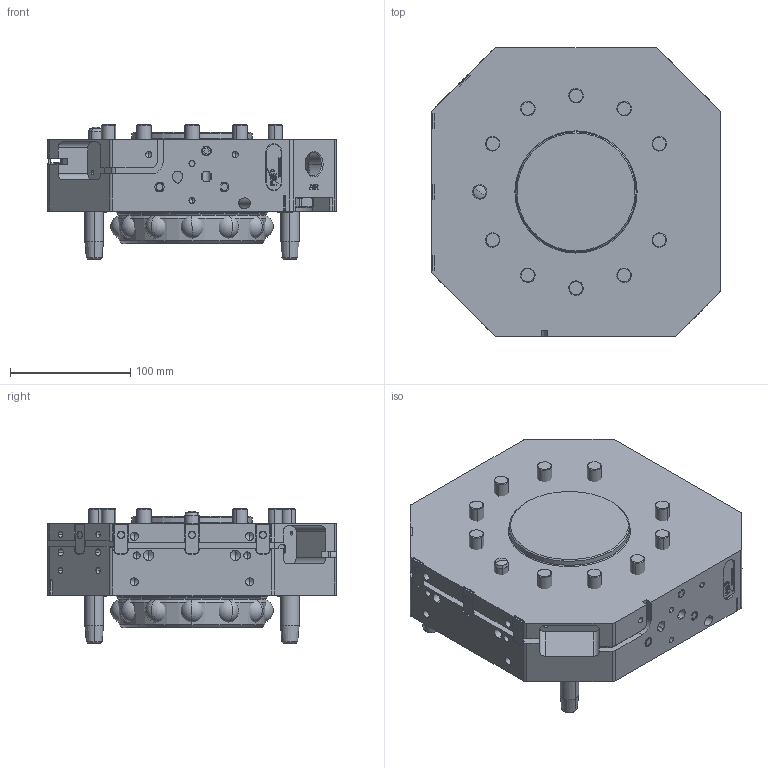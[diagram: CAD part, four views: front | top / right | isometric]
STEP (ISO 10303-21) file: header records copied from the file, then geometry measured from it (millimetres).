
FILE_DESCRIPTION (( 'STEP AP203' ), '1' );
FILE_NAME ('P6801A.STEP', '2018-11-30T12:17:18', ( 'rsp' ), ( 'Hewlett-Packard Company' ), 'SwSTEP 2.0', 'SolidWorks 2017', '' );
FILE_SCHEMA (( 'CONFIG_CONTROL_DESIGN' ));
Length unit declared in the file: millimetre
Products named in the file (1): P6801A
Bounding box: 240 x 240 x 111.75 mm (x, y, z)
Volume: 3433595.8 mm3; surface area: 410616.3 mm2
Topology: 50 solids, 50 shells, 1448 faces, 3511 edges, 2176 vertices
Faces by surface type: plane 519, cylinder 414, cone 293, bspline 128, torus 66, sphere 28
Entity records: 48134 total; most frequent: CARTESIAN_POINT 15235, DIRECTION 6753, ORIENTED_EDGE 6666, EDGE_CURVE 3333, AXIS2_PLACEMENT_3D 2458, VERTEX_POINT 2140, VECTOR 1837, LINE 1837
